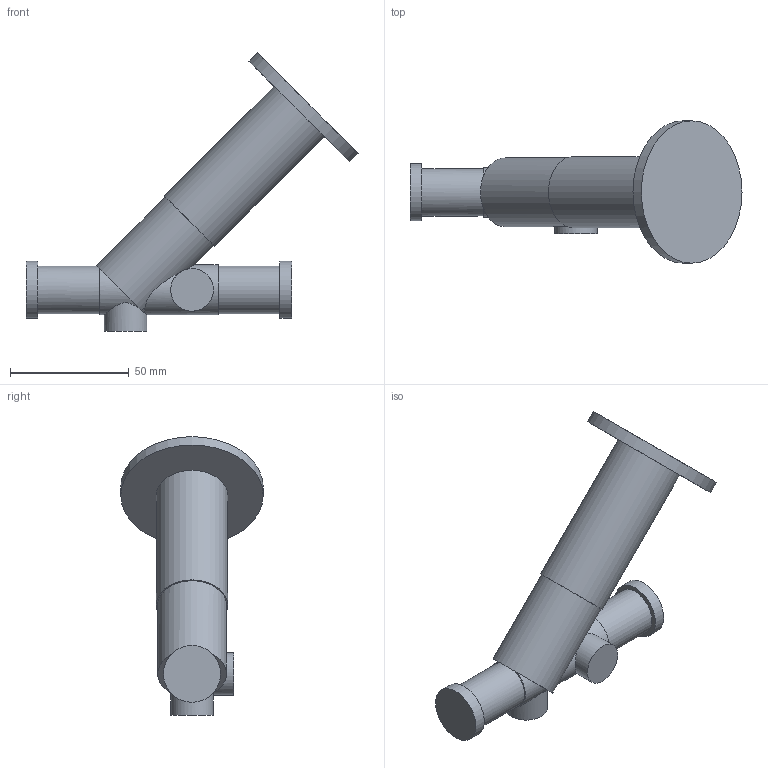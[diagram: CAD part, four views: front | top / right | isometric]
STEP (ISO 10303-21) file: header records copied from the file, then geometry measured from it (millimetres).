
FILE_DESCRIPTION(/* description */ ('STEP AP203'),/* implementation_level */ '2;1');
FILE_NAME(/* name */ '07300015CH',/* time_stamp */ '2024-03-19T17:25:09+01:00',/* author */ ('License CC BY-ND 4.0'),/* organization */ ('CADENAS'),/* preprocessor_version */ 'ST-DEVELOPER v19.3',/* originating_system */ 'PARTsolutions',/* authorisation */ ' ');
FILE_SCHEMA (('CONFIG_CONTROL_DESIGN'));
Length unit declared in the file: millimetre
Products named in the file (1): 07300015CH
Bounding box: 139.98 x 60 x 117.5 mm (x, y, z)
Volume: 123158.7 mm3; surface area: 23884.3 mm2
Topology: 1 solids, 1 shells, 24 faces, 52 edges, 35 vertices
Faces by surface type: cylinder 12, plane 12
Full cylindrical faces by diameter (mm): 18 x2, 20 x2, 21 x1, 24 x2, 29 x1, 30 x1, 60 x1
Entity records: 634 total; most frequent: CARTESIAN_POINT 174, DIRECTION 96, ORIENTED_EDGE 66, AXIS2_PLACEMENT_3D 47, EDGE_LOOP 38, FACE_BOUND 38, EDGE_CURVE 33, VERTEX_POINT 27
